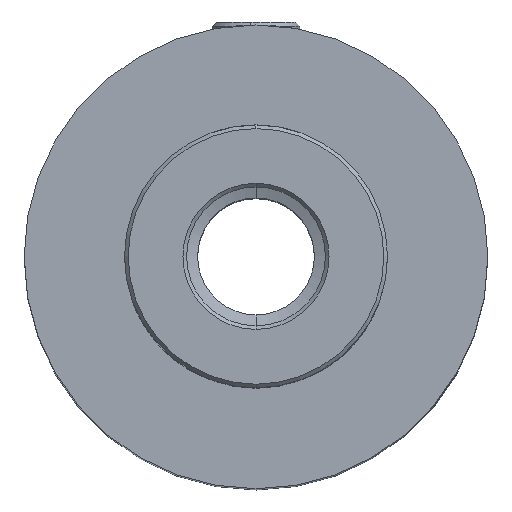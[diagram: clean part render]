
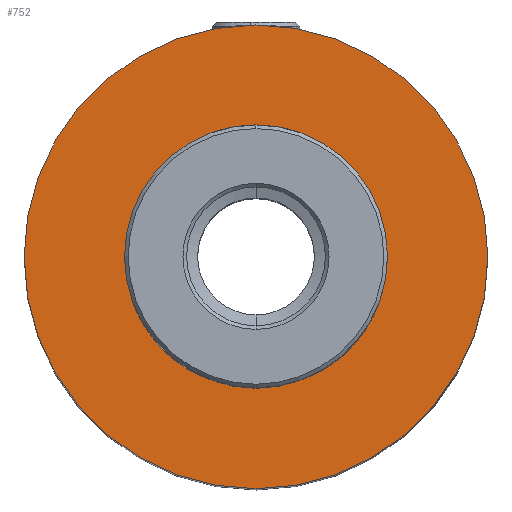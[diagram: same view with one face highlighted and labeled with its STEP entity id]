
A CAD part, top view. The second image highlights one B-rep face of the part: STEP entity #752.
In plain terms, the highlighted planar face has unit normal (0, 0, 1).
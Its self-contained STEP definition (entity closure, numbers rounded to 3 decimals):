
#722=VERTEX_POINT('NONE',#1825);
#752=ADVANCED_FACE('NONE',(#1860,#1861),#1862,.T.);
#910=VERTEX_POINT('NONE',#2041);
#1058=EDGE_CURVE('NONE',#1240,#1084,#2205,.T.);
#1084=VERTEX_POINT('NONE',#2232);
#1236=EDGE_CURVE('NONE',#1084,#1240,#2412,.T.);
#1240=VERTEX_POINT('NONE',#2416);
#1510=EDGE_CURVE('NONE',#910,#722,#2713,.T.);
#1532=EDGE_CURVE('NONE',#722,#910,#2736,.T.);
#1825=CARTESIAN_POINT('',(0.0,-31.75,0.0));
#1860=FACE_OUTER_BOUND('',#3268,.T.);
#1861=FACE_BOUND('',#3269,.T.);
#1862=PLANE('',#3270);
#2041=CARTESIAN_POINT('',(0.,31.75,0.0));
#2205=CIRCLE('',#3944,17.8);
#2232=CARTESIAN_POINT('',(0.0,-17.8,0.0));
#2412=CIRCLE('',#4382,17.8);
#2416=CARTESIAN_POINT('',(0.,17.8,0.0));
#2713=CIRCLE('',#5021,31.75);
#2736=CIRCLE('',#5055,31.75);
#3268=EDGE_LOOP('',(#5451,#5452));
#3269=EDGE_LOOP('',(#5453,#5454));
#3270=AXIS2_PLACEMENT_3D('',#5455,#5456,#5457);
#3944=AXIS2_PLACEMENT_3D('',#5863,#5864,#5865);
#4382=AXIS2_PLACEMENT_3D('',#6156,#6157,#6158);
#5021=AXIS2_PLACEMENT_3D('',#6482,#6483,#6484);
#5055=AXIS2_PLACEMENT_3D('',#6503,#6504,#6505);
#5451=ORIENTED_EDGE('',*,*,#1532,.F.);
#5452=ORIENTED_EDGE('',*,*,#1510,.F.);
#5453=ORIENTED_EDGE('',*,*,#1236,.F.);
#5454=ORIENTED_EDGE('',*,*,#1058,.F.);
#5455=CARTESIAN_POINT('',(-30.75,0.0,0.));
#5456=DIRECTION('',(0.0,-0.0,1.0));
#5457=DIRECTION('',(0.0,1.0,0.0));
#5863=CARTESIAN_POINT('',(0.0,0.0,0.0));
#5864=DIRECTION('',(0.0,-0.0,1.0));
#5865=DIRECTION('',(0.0,1.0,0.0));
#6156=CARTESIAN_POINT('',(0.0,0.0,0.0));
#6157=DIRECTION('',(0.0,-0.0,1.0));
#6158=DIRECTION('',(0.0,1.0,0.0));
#6482=CARTESIAN_POINT('',(0.0,0.0,0.0));
#6483=DIRECTION('',(0.0,0.0,-1.0));
#6484=DIRECTION('',(-1.0,0.,0.0));
#6503=CARTESIAN_POINT('',(0.0,0.0,0.0));
#6504=DIRECTION('',(0.0,0.0,-1.0));
#6505=DIRECTION('',(-1.0,0.,0.0));
